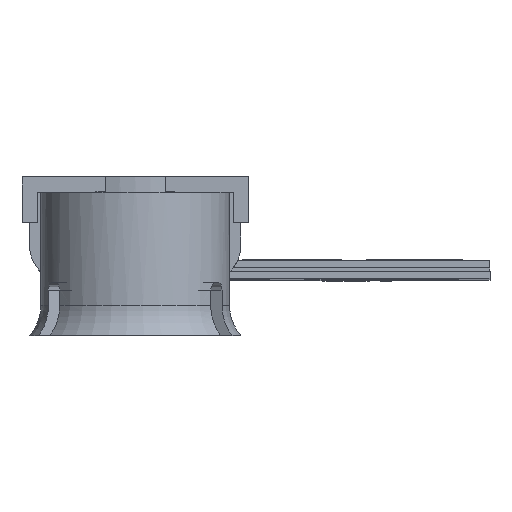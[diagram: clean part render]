
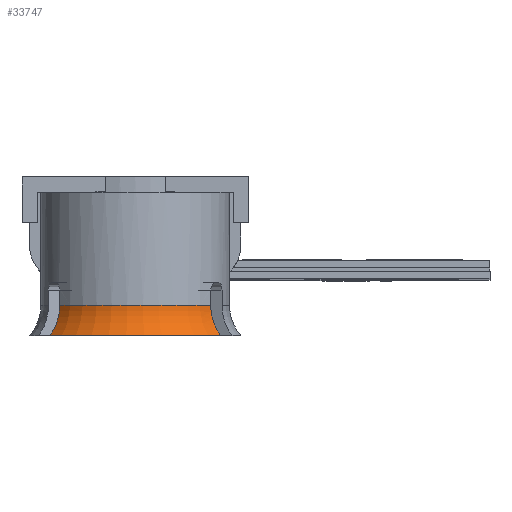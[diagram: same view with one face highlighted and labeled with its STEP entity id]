
A CAD part, top view. The second image highlights one B-rep face of the part: STEP entity #33747.
In plain terms, the highlighted toroidal (fillet/blend) face has major radius 1.858 mm and minor radius 0.608 mm.
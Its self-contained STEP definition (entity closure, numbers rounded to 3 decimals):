
#66 = CIRCLE ( 'NONE', #54471, 1.25 ) ;
#143 = DIRECTION ( 'NONE',  ( 0., -1., 0. ) ) ;
#3110 = EDGE_CURVE ( 'NONE', #5827, #34160, #19313, .T. ) ;
#4821 = CARTESIAN_POINT ( 'NONE',  ( -5.25, 1.5, 1. ) ) ;
#5827 = VERTEX_POINT ( 'NONE', #45514 ) ;
#6568 = CARTESIAN_POINT ( 'NONE',  ( -5.25, 1.647, 1. ) ) ;
#9586 = CARTESIAN_POINT ( 'NONE',  ( -5.277, 1.79, 1.047 ) ) ;
#10806 = CARTESIAN_POINT ( 'NONE',  ( -4.5, 1.9, 0. ) ) ;
#11104 = CARTESIAN_POINT ( 'NONE',  ( -5.25, 1.5, -1. ) ) ;
#13386 = EDGE_LOOP ( 'NONE', ( #35440, #40139, #27735, #17324 ) ) ;
#14984 = CARTESIAN_POINT ( 'NONE',  ( -5.25, 1.647, -1. ) ) ;
#16455 = DIRECTION ( 'NONE',  ( 0., 0., -1. ) ) ;
#16477 = TOROIDAL_SURFACE ( 'NONE', #35162, 1.858, 0.608 ) ;
#17324 = ORIENTED_EDGE ( 'NONE', *, *, #26666, .F. ) ;
#19313 = B_SPLINE_CURVE_WITH_KNOTS ( 'NONE', 3,
 ( #11104, #14984, #36682, #45463 ),
 .UNSPECIFIED., .F., .F.,
 ( 4, 4 ),
 ( 0., 0. ),
 .UNSPECIFIED. ) ;
#22392 = CARTESIAN_POINT ( 'NONE',  ( -5.326, 1.9, 1.13 ) ) ;
#22762 = CARTESIAN_POINT ( 'NONE',  ( -5.326, 1.9, -1.13 ) ) ;
#25478 = CARTESIAN_POINT ( 'NONE',  ( -4.5, 1.5, 0. ) ) ;
#25629 = VERTEX_POINT ( 'NONE', #4821 ) ;
#26666 = EDGE_CURVE ( 'NONE', #25629, #5827, #66, .T. ) ;
#27735 = ORIENTED_EDGE ( 'NONE', *, *, #3110, .F. ) ;
#32559 = B_SPLINE_CURVE_WITH_KNOTS ( 'NONE', 3,
 ( #35189, #9586, #6568, #35885 ),
 .UNSPECIFIED., .F., .F.,
 ( 4, 4 ),
 ( 0., 0. ),
 .UNSPECIFIED. ) ;
#33747 = ADVANCED_FACE ( 'NONE', ( #50236 ), #16477, .F. ) ;
#34160 = VERTEX_POINT ( 'NONE', #22762 ) ;
#35162 = AXIS2_PLACEMENT_3D ( 'NONE', #25478, #143, #50791 ) ;
#35189 = CARTESIAN_POINT ( 'NONE',  ( -5.326, 1.9, 1.13 ) ) ;
#35440 = ORIENTED_EDGE ( 'NONE', *, *, #47706, .F. ) ;
#35885 = CARTESIAN_POINT ( 'NONE',  ( -5.25, 1.5, 1. ) ) ;
#36576 = DIRECTION ( 'NONE',  ( 0., -1., 0. ) ) ;
#36682 = CARTESIAN_POINT ( 'NONE',  ( -5.277, 1.79, -1.047 ) ) ;
#36958 = CIRCLE ( 'NONE', #50552, 1.4 ) ;
#40139 = ORIENTED_EDGE ( 'NONE', *, *, #44932, .T. ) ;
#40526 = VERTEX_POINT ( 'NONE', #22392 ) ;
#42084 = DIRECTION ( 'NONE',  ( 0., -1., 0. ) ) ;
#44932 = EDGE_CURVE ( 'NONE', #40526, #34160, #36958, .T. ) ;
#45463 = CARTESIAN_POINT ( 'NONE',  ( -5.326, 1.9, -1.13 ) ) ;
#45514 = CARTESIAN_POINT ( 'NONE',  ( -5.25, 1.5, -1. ) ) ;
#46542 = CARTESIAN_POINT ( 'NONE',  ( -4.5, 1.5, 0. ) ) ;
#47706 = EDGE_CURVE ( 'NONE', #40526, #25629, #32559, .T. ) ;
#50236 = FACE_OUTER_BOUND ( 'NONE', #13386, .T. ) ;
#50552 = AXIS2_PLACEMENT_3D ( 'NONE', #10806, #36576, #53435 ) ;
#50791 = DIRECTION ( 'NONE',  ( 0., 0., -1. ) ) ;
#53435 = DIRECTION ( 'NONE',  ( 0., 0., -1. ) ) ;
#54471 = AXIS2_PLACEMENT_3D ( 'NONE', #46542, #42084, #16455 ) ;
